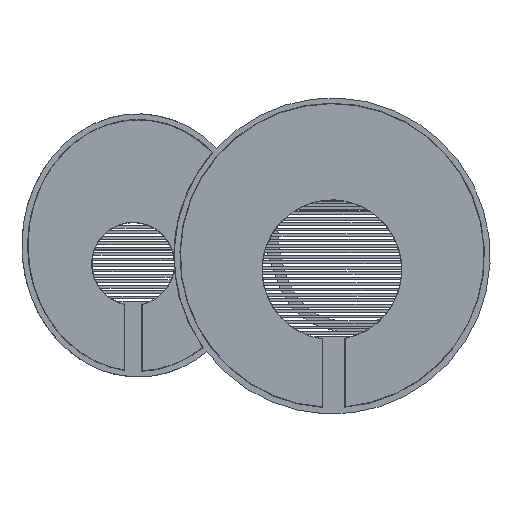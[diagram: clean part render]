
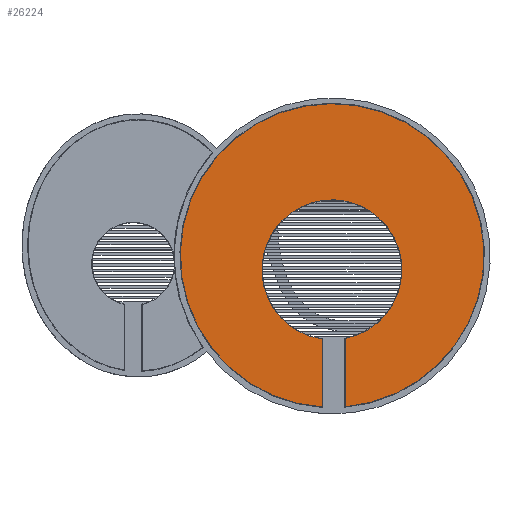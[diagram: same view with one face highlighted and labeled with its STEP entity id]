
A CAD part, top view. The second image highlights one B-rep face of the part: STEP entity #26224.
In plain terms, the highlighted planar face has unit normal (0, 0, 1).
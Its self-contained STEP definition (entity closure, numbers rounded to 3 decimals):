
#121=CIRCLE('',#27772,28.335);
#123=CIRCLE('',#27776,61.466);
#676=FACE_OUTER_BOUND('',#2202,.T.);
#2202=EDGE_LOOP('',(#17092,#17093,#17094,#17095));
#3777=LINE('',#36961,#7295);
#3781=LINE('',#36973,#7299);
#7295=VECTOR('',#29664,10.);
#7299=VECTOR('',#29676,10.);
#10813=VERTEX_POINT('',#36958);
#10814=VERTEX_POINT('',#36960);
#10816=VERTEX_POINT('',#36966);
#10818=VERTEX_POINT('',#36972);
#13172=EDGE_CURVE('',#10814,#10813,#3777,.T.);
#13175=EDGE_CURVE('',#10816,#10814,#121,.T.);
#13178=EDGE_CURVE('',#10818,#10816,#3781,.T.);
#13181=EDGE_CURVE('',#10813,#10818,#123,.T.);
#17092=ORIENTED_EDGE('',*,*,#13181,.T.);
#17093=ORIENTED_EDGE('',*,*,#13178,.T.);
#17094=ORIENTED_EDGE('',*,*,#13175,.T.);
#17095=ORIENTED_EDGE('',*,*,#13172,.T.);
#24890=PLANE('',#27777);
#26224=ADVANCED_FACE('',(#676),#24890,.T.);
#27772=AXIS2_PLACEMENT_3D('',#36967,#29670,#29671);
#27776=AXIS2_PLACEMENT_3D('',#36977,#29682,#29683);
#27777=AXIS2_PLACEMENT_3D('',#36978,#29684,#29685);
#29664=DIRECTION('',(0.,-1.,0.));
#29670=DIRECTION('center_axis',(0.,0.,-1.));
#29671=DIRECTION('ref_axis',(-0.254,-0.967,0.));
#29676=DIRECTION('',(0.,1.,0.));
#29682=DIRECTION('center_axis',(0.,0.,1.));
#29683=DIRECTION('ref_axis',(0.086,-0.996,0.));
#29684=DIRECTION('center_axis',(0.,0.,1.));
#29685=DIRECTION('ref_axis',(1.,0.,0.));
#36958=CARTESIAN_POINT('',(38.416,-57.032,0.1));
#36960=CARTESIAN_POINT('',(38.416,-29.369,0.1));
#36961=CARTESIAN_POINT('',(38.416,-26.38,0.1));
#36966=CARTESIAN_POINT('',(29.197,-29.625,0.1));
#36967=CARTESIAN_POINT('Origin',(33.03,-1.55,0.1));
#36972=CARTESIAN_POINT('',(29.197,-57.131,0.1));
#36973=CARTESIAN_POINT('',(29.197,-12.676,0.1));
#36977=CARTESIAN_POINT('Origin',(33.148,4.208,0.1));
#36978=CARTESIAN_POINT('Origin',(2.065,4.272,0.1));
